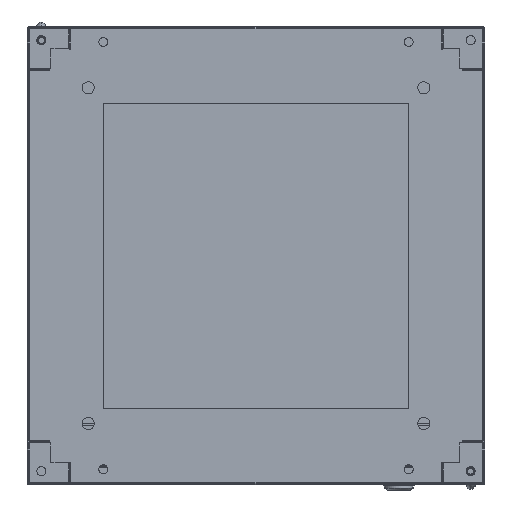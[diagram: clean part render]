
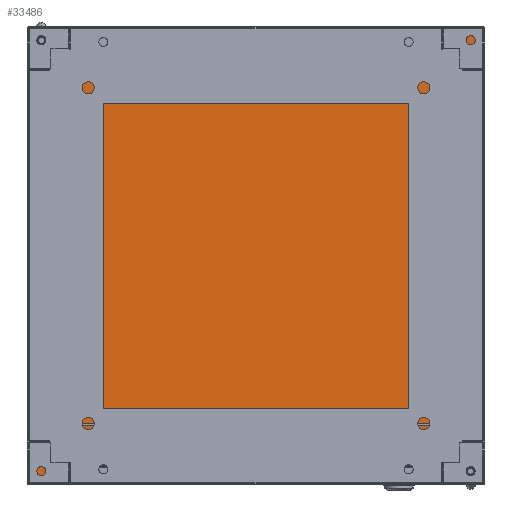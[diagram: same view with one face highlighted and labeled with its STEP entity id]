
A CAD part, front view. The second image highlights one B-rep face of the part: STEP entity #33486.
In plain terms, the highlighted face is planar.
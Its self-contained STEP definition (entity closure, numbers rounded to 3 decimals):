
#13 = DIRECTION ( 'NONE',  ( 0., 0., -1. ) ) ;
#34 = CARTESIAN_POINT ( 'NONE',  ( 0., 0., 0. ) ) ;
#836 = CARTESIAN_POINT ( 'NONE',  ( 405., 0., 0. ) ) ;
#1106 = EDGE_CURVE ( 'NONE', #25048, #17204, #39082, .T. ) ;
#1366 = VECTOR ( 'NONE', #37903, 1000. ) ;
#2380 = EDGE_CURVE ( 'NONE', #29394, #18377, #18892, .T. ) ;
#2917 = DIRECTION ( 'NONE',  ( -1., 0., 0. ) ) ;
#3115 = ORIENTED_EDGE ( 'NONE', *, *, #41107, .T. ) ;
#3205 = CIRCLE ( 'NONE', #5278, 4.5 ) ;
#3543 = LINE ( 'NONE', #26843, #19513 ) ;
#3682 = EDGE_CURVE ( 'NONE', #30312, #7719, #31108, .T. ) ;
#3980 = DIRECTION ( 'NONE',  ( 0., -1., 0. ) ) ;
#4093 = EDGE_CURVE ( 'NONE', #7719, #30312, #33722, .T. ) ;
#4098 = LINE ( 'NONE', #13894, #26811 ) ;
#4650 = CARTESIAN_POINT ( 'NONE',  ( 0., 0., 0. ) ) ;
#5278 = AXIS2_PLACEMENT_3D ( 'NONE', #33664, #17127, #7089 ) ;
#5356 = ORIENTED_EDGE ( 'NONE', *, *, #17345, .T. ) ;
#5649 = CARTESIAN_POINT ( 'NONE',  ( 0., 405., 0. ) ) ;
#5665 = AXIS2_PLACEMENT_3D ( 'NONE', #32122, #38865, #2917 ) ;
#5861 = VECTOR ( 'NONE', #28767, 1000. ) ;
#5905 = EDGE_LOOP ( 'NONE', ( #16949, #14619 ) ) ;
#6457 = CARTESIAN_POINT ( 'NONE',  ( 0., 0., 0. ) ) ;
#6506 = ORIENTED_EDGE ( 'NONE', *, *, #41484, .T. ) ;
#6756 = AXIS2_PLACEMENT_3D ( 'NONE', #20692, #13, #33965 ) ;
#6922 = DIRECTION ( 'NONE',  ( 0., 0., -1. ) ) ;
#7089 = DIRECTION ( 'NONE',  ( -1., 0., 0. ) ) ;
#7115 = ORIENTED_EDGE ( 'NONE', *, *, #14339, .T. ) ;
#7230 = LINE ( 'NONE', #24629, #38843 ) ;
#7250 = ORIENTED_EDGE ( 'NONE', *, *, #31961, .T. ) ;
#7719 = VERTEX_POINT ( 'NONE', #28079 ) ;
#7985 = CARTESIAN_POINT ( 'NONE',  ( 0., 446., 0. ) ) ;
#8586 = CARTESIAN_POINT ( 'NONE',  ( 16.5, 434.7, 0. ) ) ;
#8768 = VERTEX_POINT ( 'NONE', #18346 ) ;
#8820 = CARTESIAN_POINT ( 'NONE',  ( 405., 446., 0. ) ) ;
#9547 = CARTESIAN_POINT ( 'NONE',  ( 0., 446., 0. ) ) ;
#9624 = VECTOR ( 'NONE', #41302, 1000. ) ;
#10424 = CARTESIAN_POINT ( 'NONE',  ( 446., 0., 0. ) ) ;
#10496 = DIRECTION ( 'NONE',  ( -1., 0., 0. ) ) ;
#10590 = EDGE_CURVE ( 'NONE', #33383, #22224, #36306, .T. ) ;
#11308 = CARTESIAN_POINT ( 'NONE',  ( 446., 0., 0. ) ) ;
#12717 = CARTESIAN_POINT ( 'NONE',  ( 0., 0., 0. ) ) ;
#13600 = EDGE_CURVE ( 'NONE', #22224, #26662, #7230, .T. ) ;
#13662 = FACE_OUTER_BOUND ( 'NONE', #22123, .T. ) ;
#13894 = CARTESIAN_POINT ( 'NONE',  ( 0., 446., 0. ) ) ;
#14339 = EDGE_CURVE ( 'NONE', #8768, #25048, #18098, .T. ) ;
#14462 = LINE ( 'NONE', #4650, #39960 ) ;
#14619 = ORIENTED_EDGE ( 'NONE', *, *, #3682, .T. ) ;
#14929 = VERTEX_POINT ( 'NONE', #8820 ) ;
#15593 = EDGE_CURVE ( 'NONE', #18742, #33383, #3543, .T. ) ;
#16949 = ORIENTED_EDGE ( 'NONE', *, *, #4093, .T. ) ;
#17127 = DIRECTION ( 'NONE',  ( 0., 0., -1. ) ) ;
#17204 = VERTEX_POINT ( 'NONE', #37920 ) ;
#17345 = EDGE_CURVE ( 'NONE', #42382, #8768, #25938, .T. ) ;
#17391 = CARTESIAN_POINT ( 'NONE',  ( 446., 41., 0. ) ) ;
#17394 = DIRECTION ( 'NONE',  ( -1., 0., 0. ) ) ;
#17698 = CARTESIAN_POINT ( 'NONE',  ( 0., 41., 0. ) ) ;
#17763 = EDGE_LOOP ( 'NONE', ( #6506, #33133 ) ) ;
#17834 = CARTESIAN_POINT ( 'NONE',  ( 41., 446., 0. ) ) ;
#18098 = LINE ( 'NONE', #38339, #1366 ) ;
#18346 = CARTESIAN_POINT ( 'NONE',  ( 41., 0., 0. ) ) ;
#18377 = VERTEX_POINT ( 'NONE', #39217 ) ;
#18742 = VERTEX_POINT ( 'NONE', #17834 ) ;
#18892 = CIRCLE ( 'NONE', #5665, 4.5 ) ;
#19513 = VECTOR ( 'NONE', #10496, 1000. ) ;
#20220 = FACE_BOUND ( 'NONE', #5905, .T. ) ;
#20389 = CARTESIAN_POINT ( 'NONE',  ( 438.5, 11.3, 0. ) ) ;
#20692 = CARTESIAN_POINT ( 'NONE',  ( 12., 434.7, 0. ) ) ;
#21055 = ORIENTED_EDGE ( 'NONE', *, *, #41125, .T. ) ;
#21330 = DIRECTION ( 'NONE',  ( 0., 1., 0. ) ) ;
#22123 = EDGE_LOOP ( 'NONE', ( #31210, #40913, #39443, #5356, #7115, #29463, #7250, #21055, #30260, #3115, #42701, #23208 ) ) ;
#22224 = VERTEX_POINT ( 'NONE', #5649 ) ;
#22520 = DIRECTION ( 'NONE',  ( 1., 0., 0. ) ) ;
#23208 = ORIENTED_EDGE ( 'NONE', *, *, #15593, .T. ) ;
#23240 = CARTESIAN_POINT ( 'NONE',  ( 446., 0., 0. ) ) ;
#23910 = FACE_BOUND ( 'NONE', #17763, .T. ) ;
#24473 = DIRECTION ( 'NONE',  ( 0., -1., 0. ) ) ;
#24537 = LINE ( 'NONE', #7985, #9624 ) ;
#24553 = VECTOR ( 'NONE', #42207, 1000. ) ;
#24629 = CARTESIAN_POINT ( 'NONE',  ( 0., 0., 0. ) ) ;
#25048 = VERTEX_POINT ( 'NONE', #836 ) ;
#25938 = LINE ( 'NONE', #26154, #5861 ) ;
#26154 = CARTESIAN_POINT ( 'NONE',  ( 0., 0., 0. ) ) ;
#26662 = VERTEX_POINT ( 'NONE', #17698 ) ;
#26811 = VECTOR ( 'NONE', #17394, 1000. ) ;
#26843 = CARTESIAN_POINT ( 'NONE',  ( 0., 446., 0. ) ) ;
#27609 = AXIS2_PLACEMENT_3D ( 'NONE', #36537, #6922, #33287 ) ;
#28079 = CARTESIAN_POINT ( 'NONE',  ( 7.5, 434.7, 0. ) ) ;
#28767 = DIRECTION ( 'NONE',  ( 1., 0., 0. ) ) ;
#29154 = DIRECTION ( 'NONE',  ( -1., 0., 0. ) ) ;
#29368 = CARTESIAN_POINT ( 'NONE',  ( 12., 434.7, 0. ) ) ;
#29394 = VERTEX_POINT ( 'NONE', #20389 ) ;
#29463 = ORIENTED_EDGE ( 'NONE', *, *, #1106, .T. ) ;
#30260 = ORIENTED_EDGE ( 'NONE', *, *, #35685, .T. ) ;
#30312 = VERTEX_POINT ( 'NONE', #8586 ) ;
#30933 = VECTOR ( 'NONE', #22520, 1000. ) ;
#30934 = AXIS2_PLACEMENT_3D ( 'NONE', #29368, #39179, #29154 ) ;
#31108 = CIRCLE ( 'NONE', #6756, 4.5 ) ;
#31210 = ORIENTED_EDGE ( 'NONE', *, *, #10590, .T. ) ;
#31512 = VECTOR ( 'NONE', #33054, 1000. ) ;
#31961 = EDGE_CURVE ( 'NONE', #17204, #40843, #43075, .T. ) ;
#32122 = CARTESIAN_POINT ( 'NONE',  ( 434., 11.3, 0. ) ) ;
#33036 = CARTESIAN_POINT ( 'NONE',  ( 446., 405., 0. ) ) ;
#33054 = DIRECTION ( 'NONE',  ( 0., -1., 0. ) ) ;
#33133 = ORIENTED_EDGE ( 'NONE', *, *, #2380, .T. ) ;
#33287 = DIRECTION ( 'NONE',  ( -1., 0., 0. ) ) ;
#33383 = VERTEX_POINT ( 'NONE', #9547 ) ;
#33486 = ADVANCED_FACE ( 'NONE', ( #23910, #20220, #13662 ), #41244, .F. ) ;
#33664 = CARTESIAN_POINT ( 'NONE',  ( 434., 11.3, 0. ) ) ;
#33722 = CIRCLE ( 'NONE', #30934, 4.5 ) ;
#33965 = DIRECTION ( 'NONE',  ( -1., 0., 0. ) ) ;
#34406 = LINE ( 'NONE', #11308, #42421 ) ;
#34939 = EDGE_CURVE ( 'NONE', #14929, #18742, #24537, .T. ) ;
#35685 = EDGE_CURVE ( 'NONE', #41521, #38741, #34406, .T. ) ;
#36306 = LINE ( 'NONE', #6457, #31512 ) ;
#36537 = CARTESIAN_POINT ( 'NONE',  ( 0., 0., 0. ) ) ;
#36557 = VECTOR ( 'NONE', #37405, 1000. ) ;
#37405 = DIRECTION ( 'NONE',  ( 0., 1., 0. ) ) ;
#37903 = DIRECTION ( 'NONE',  ( 1., 0., 0. ) ) ;
#37920 = CARTESIAN_POINT ( 'NONE',  ( 446., 0., 0. ) ) ;
#38339 = CARTESIAN_POINT ( 'NONE',  ( 0., 0., 0. ) ) ;
#38741 = VERTEX_POINT ( 'NONE', #41334 ) ;
#38843 = VECTOR ( 'NONE', #3980, 1000. ) ;
#38865 = DIRECTION ( 'NONE',  ( 0., 0., -1. ) ) ;
#39082 = LINE ( 'NONE', #12717, #30933 ) ;
#39179 = DIRECTION ( 'NONE',  ( 0., 0., -1. ) ) ;
#39217 = CARTESIAN_POINT ( 'NONE',  ( 429.5, 11.3, 0. ) ) ;
#39443 = ORIENTED_EDGE ( 'NONE', *, *, #39772, .T. ) ;
#39772 = EDGE_CURVE ( 'NONE', #26662, #42382, #14462, .T. ) ;
#39960 = VECTOR ( 'NONE', #24473, 1000. ) ;
#40043 = LINE ( 'NONE', #10424, #36557 ) ;
#40843 = VERTEX_POINT ( 'NONE', #17391 ) ;
#40913 = ORIENTED_EDGE ( 'NONE', *, *, #13600, .T. ) ;
#41107 = EDGE_CURVE ( 'NONE', #38741, #14929, #4098, .T. ) ;
#41125 = EDGE_CURVE ( 'NONE', #40843, #41521, #40043, .T. ) ;
#41244 = PLANE ( 'NONE',  #27609 ) ;
#41302 = DIRECTION ( 'NONE',  ( -1., 0., 0. ) ) ;
#41334 = CARTESIAN_POINT ( 'NONE',  ( 446., 446., 0. ) ) ;
#41484 = EDGE_CURVE ( 'NONE', #18377, #29394, #3205, .T. ) ;
#41521 = VERTEX_POINT ( 'NONE', #33036 ) ;
#42207 = DIRECTION ( 'NONE',  ( 0., 1., 0. ) ) ;
#42382 = VERTEX_POINT ( 'NONE', #34 ) ;
#42421 = VECTOR ( 'NONE', #21330, 1000. ) ;
#42701 = ORIENTED_EDGE ( 'NONE', *, *, #34939, .T. ) ;
#43075 = LINE ( 'NONE', #23240, #24553 ) ;
